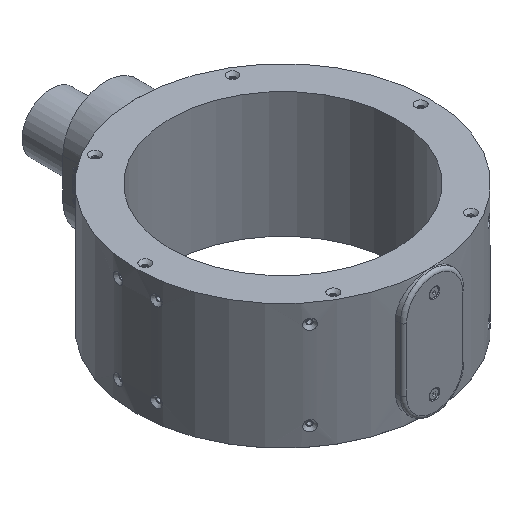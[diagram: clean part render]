
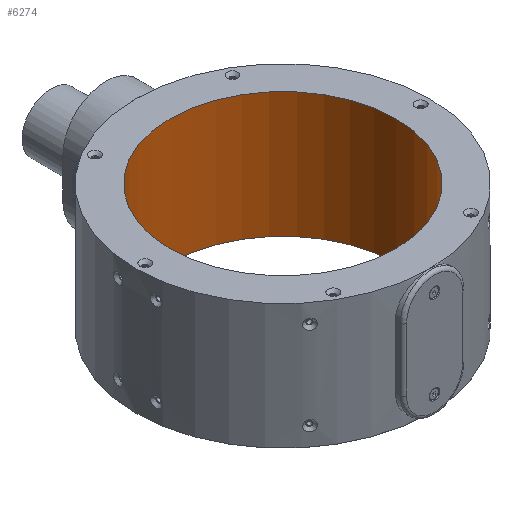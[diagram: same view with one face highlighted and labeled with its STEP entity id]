
A CAD part, isometric view. The second image highlights one B-rep face of the part: STEP entity #6274.
In plain terms, the highlighted cylindrical face has radius 145 mm (diameter 290 mm), a full revolution.
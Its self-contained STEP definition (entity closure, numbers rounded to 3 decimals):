
#1618 = CARTESIAN_POINT ( 'NONE',  ( 0., 0., -64.25 ) ) ;
#1885 = AXIS2_PLACEMENT_3D ( 'NONE', #1618, #9197, #12243 ) ;
#5962 = CARTESIAN_POINT ( 'NONE',  ( -145., 0., 80.5 ) ) ;
#6274 = ADVANCED_FACE ( 'NONE', ( #22700, #17056 ), #14633, .F. ) ;
#7422 = EDGE_CURVE ( 'NONE', #21483, #21483, #19776, .T. ) ;
#9197 = DIRECTION ( 'NONE',  ( 0., 0., 1. ) ) ;
#9353 = EDGE_LOOP ( 'NONE', ( #14835 ) ) ;
#10460 = EDGE_LOOP ( 'NONE', ( #25717 ) ) ;
#11154 = CIRCLE ( 'NONE', #30894, 145. ) ;
#11593 = CARTESIAN_POINT ( 'NONE',  ( -145., 0., -80.55 ) ) ;
#12243 = DIRECTION ( 'NONE',  ( -0.913, 0.409, 0. ) ) ;
#14062 = CARTESIAN_POINT ( 'NONE',  ( 0., 0., 80.5 ) ) ;
#14108 = EDGE_CURVE ( 'NONE', #18967, #18967, #11154, .T. ) ;
#14633 = CYLINDRICAL_SURFACE ( 'NONE', #1885, 145. ) ;
#14835 = ORIENTED_EDGE ( 'NONE', *, *, #7422, .T. ) ;
#16164 = DIRECTION ( 'NONE',  ( -1., 0., 0. ) ) ;
#17056 = FACE_OUTER_BOUND ( 'NONE', #9353, .T. ) ;
#17744 = DIRECTION ( 'NONE',  ( -1., 0., 0. ) ) ;
#18079 = CARTESIAN_POINT ( 'NONE',  ( 0., 0., -80.55 ) ) ;
#18967 = VERTEX_POINT ( 'NONE', #5962 ) ;
#19776 = CIRCLE ( 'NONE', #22012, 145. ) ;
#21334 = DIRECTION ( 'NONE',  ( 0., 0., 1. ) ) ;
#21483 = VERTEX_POINT ( 'NONE', #11593 ) ;
#22012 = AXIS2_PLACEMENT_3D ( 'NONE', #18079, #25804, #17744 ) ;
#22700 = FACE_OUTER_BOUND ( 'NONE', #10460, .T. ) ;
#25717 = ORIENTED_EDGE ( 'NONE', *, *, #14108, .T. ) ;
#25804 = DIRECTION ( 'NONE',  ( 0., 0., -1. ) ) ;
#30894 = AXIS2_PLACEMENT_3D ( 'NONE', #14062, #21334, #16164 ) ;
